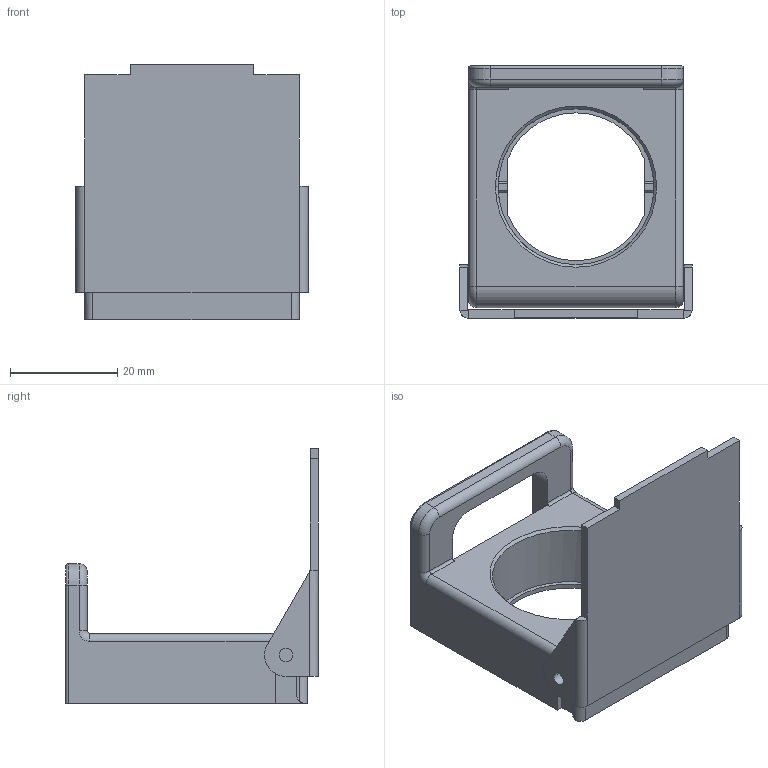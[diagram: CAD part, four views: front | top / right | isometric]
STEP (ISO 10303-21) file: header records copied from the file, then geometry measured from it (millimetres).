
FILE_DESCRIPTION(('STEP AP203'),'1');
FILE_NAME('zb4bz64.stp','2018-11-13T07:50:41',('TraceParts'),('TraceParts S.A.'),'Spatial InterOp 3D',' ',' ');
FILE_SCHEMA(('CONFIG_CONTROL_DESIGN'));
Length unit declared in the file: millimetre
Products named in the file (1): 1
Bounding box: 43.2 x 47 x 47.6 mm (x, y, z)
Volume: 12149.9 mm3; surface area: 14123.2 mm2
Topology: 2 solids, 2 shells, 232 faces, 579 edges, 350 vertices
Faces by surface type: cylinder 105, plane 69, torus 26, cone 18, bspline 10, sphere 4
Entity records: 7692 total; most frequent: CARTESIAN_POINT 2042, DIRECTION 1249, ORIENTED_EDGE 1142, EDGE_CURVE 571, AXIS2_PLACEMENT_3D 482, VERTEX_POINT 350, LINE 285, VECTOR 285
